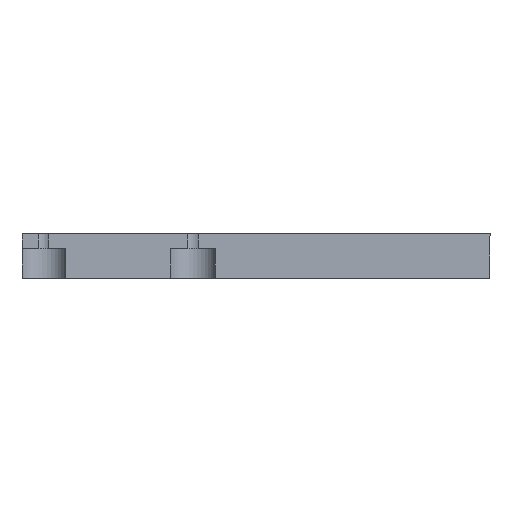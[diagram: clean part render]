
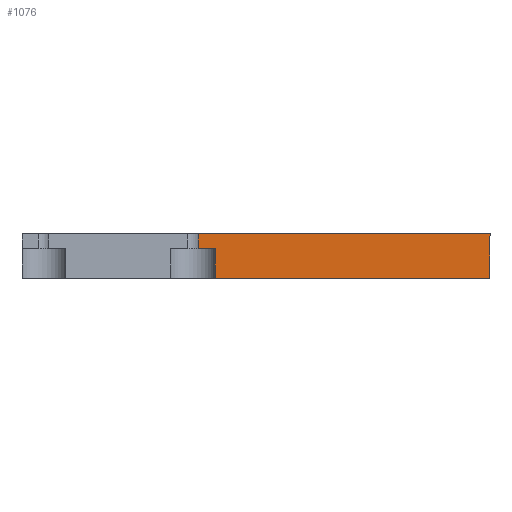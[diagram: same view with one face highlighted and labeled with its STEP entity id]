
A CAD part, left-side view. The second image highlights one B-rep face of the part: STEP entity #1076.
In plain terms, the highlighted planar face has unit normal (-1, 0, 0).
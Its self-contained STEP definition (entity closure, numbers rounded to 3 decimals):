
#60=LINE('',#1749,#148);
#77=LINE('',#1808,#165);
#79=LINE('',#1815,#167);
#81=LINE('',#1818,#169);
#82=LINE('',#1821,#170);
#83=LINE('',#1822,#171);
#148=VECTOR('',#1433,10.);
#165=VECTOR('',#1494,10.);
#167=VECTOR('',#1502,10.);
#169=VECTOR('',#1506,10.);
#170=VECTOR('',#1509,10.);
#171=VECTOR('',#1510,10.);
#295=FACE_OUTER_BOUND('',#369,.T.);
#369=EDGE_LOOP('',(#900,#901,#902,#903,#904,#905));
#522=VERTEX_POINT('',#1746);
#523=VERTEX_POINT('',#1748);
#542=VERTEX_POINT('',#1805);
#543=VERTEX_POINT('',#1807);
#545=VERTEX_POINT('',#1813);
#546=VERTEX_POINT('',#1820);
#648=EDGE_CURVE('',#522,#523,#60,.T.);
#677=EDGE_CURVE('',#543,#542,#77,.T.);
#681=EDGE_CURVE('',#542,#545,#79,.T.);
#683=EDGE_CURVE('',#545,#523,#81,.T.);
#684=EDGE_CURVE('',#546,#522,#82,.T.);
#685=EDGE_CURVE('',#546,#543,#83,.T.);
#900=ORIENTED_EDGE('',*,*,#677,.T.);
#901=ORIENTED_EDGE('',*,*,#681,.T.);
#902=ORIENTED_EDGE('',*,*,#683,.T.);
#903=ORIENTED_EDGE('',*,*,#648,.F.);
#904=ORIENTED_EDGE('',*,*,#684,.F.);
#905=ORIENTED_EDGE('',*,*,#685,.T.);
#1020=PLANE('',#1214);
#1076=ADVANCED_FACE('',(#295),#1020,.T.);
#1214=AXIS2_PLACEMENT_3D('',#1819,#1507,#1508);
#1433=DIRECTION('',(0.,1.,0.));
#1494=DIRECTION('',(0.,0.,-1.));
#1502=DIRECTION('',(0.,-1.,0.));
#1506=DIRECTION('',(0.,0.,-1.));
#1507=DIRECTION('center_axis',(-1.,0.,0.));
#1508=DIRECTION('ref_axis',(0.,1.,0.));
#1509=DIRECTION('',(0.,0.,-1.));
#1510=DIRECTION('',(0.,1.,0.));
#1746=CARTESIAN_POINT('',(-0.733,3.205,0.));
#1748=CARTESIAN_POINT('',(-0.733,40.007,0.));
#1749=CARTESIAN_POINT('',(-0.733,18.879,0.));
#1805=CARTESIAN_POINT('',(-0.733,42.294,4.));
#1807=CARTESIAN_POINT('',(-0.733,42.294,6.));
#1808=CARTESIAN_POINT('',(-0.733,42.294,85.08));
#1813=CARTESIAN_POINT('',(-0.733,40.007,4.));
#1815=CARTESIAN_POINT('',(-0.733,23.102,4.));
#1818=CARTESIAN_POINT('',(-0.733,40.007,2.));
#1819=CARTESIAN_POINT('Origin',(-0.733,3.205,6.));
#1820=CARTESIAN_POINT('',(-0.733,3.205,6.));
#1821=CARTESIAN_POINT('',(-0.733,3.205,6.));
#1822=CARTESIAN_POINT('',(-0.733,3.205,6.));
